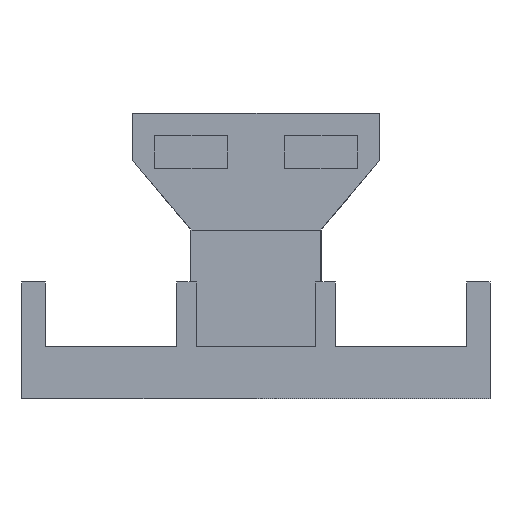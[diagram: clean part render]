
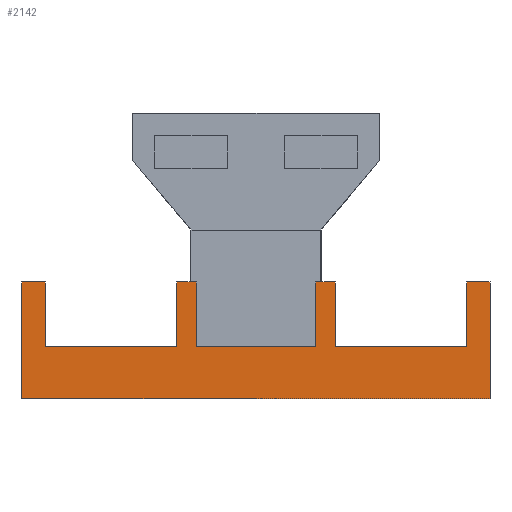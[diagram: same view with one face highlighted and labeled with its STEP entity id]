
A CAD part, left-side view. The second image highlights one B-rep face of the part: STEP entity #2142.
In plain terms, the highlighted planar face has unit normal (-1, 0, 0).
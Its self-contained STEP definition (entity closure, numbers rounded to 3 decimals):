
#124=FACE_OUTER_BOUND('',#242,.T.);
#242=EDGE_LOOP('',(#1575,#1576,#1577,#1578,#1579,#1580,#1581,#1582,#1583,
#1584,#1585,#1586,#1587,#1588,#1589,#1590));
#353=LINE('',#2994,#625);
#388=LINE('',#3072,#660);
#391=LINE('',#3078,#663);
#404=LINE('',#3104,#676);
#408=LINE('',#3112,#680);
#412=LINE('',#3119,#684);
#425=LINE('',#3146,#697);
#428=LINE('',#3153,#700);
#430=LINE('',#3156,#702);
#439=LINE('',#3176,#711);
#442=LINE('',#3181,#714);
#443=LINE('',#3183,#715);
#444=LINE('',#3186,#716);
#445=LINE('',#3188,#717);
#446=LINE('',#3189,#718);
#447=LINE('',#3190,#719);
#625=VECTOR('',#2415,10.);
#660=VECTOR('',#2478,10.);
#663=VECTOR('',#2483,10.);
#676=VECTOR('',#2498,10.);
#680=VECTOR('',#2502,10.);
#684=VECTOR('',#2506,10.);
#697=VECTOR('',#2531,10.);
#700=VECTOR('',#2538,10.);
#702=VECTOR('',#2542,10.);
#711=VECTOR('',#2563,10.);
#714=VECTOR('',#2568,10.);
#715=VECTOR('',#2571,10.);
#716=VECTOR('',#2574,10.);
#717=VECTOR('',#2575,10.);
#718=VECTOR('',#2576,10.);
#719=VECTOR('',#2577,10.);
#895=VERTEX_POINT('',#2992);
#896=VERTEX_POINT('',#2993);
#923=VERTEX_POINT('',#3068);
#925=VERTEX_POINT('',#3071);
#927=VERTEX_POINT('',#3077);
#938=VERTEX_POINT('',#3101);
#939=VERTEX_POINT('',#3103);
#942=VERTEX_POINT('',#3109);
#943=VERTEX_POINT('',#3111);
#946=VERTEX_POINT('',#3117);
#954=VERTEX_POINT('',#3144);
#956=VERTEX_POINT('',#3152);
#961=VERTEX_POINT('',#3175);
#962=VERTEX_POINT('',#3179);
#963=VERTEX_POINT('',#3185);
#964=VERTEX_POINT('',#3187);
#1101=EDGE_CURVE('',#895,#896,#353,.T.);
#1140=EDGE_CURVE('',#923,#925,#388,.T.);
#1143=EDGE_CURVE('',#925,#927,#391,.T.);
#1156=EDGE_CURVE('',#938,#939,#404,.T.);
#1160=EDGE_CURVE('',#942,#943,#408,.T.);
#1164=EDGE_CURVE('',#946,#923,#412,.T.);
#1181=EDGE_CURVE('',#942,#954,#425,.T.);
#1184=EDGE_CURVE('',#939,#956,#428,.T.);
#1186=EDGE_CURVE('',#956,#954,#430,.T.);
#1195=EDGE_CURVE('',#943,#961,#439,.T.);
#1198=EDGE_CURVE('',#946,#962,#442,.T.);
#1199=EDGE_CURVE('',#961,#962,#443,.T.);
#1200=EDGE_CURVE('',#938,#963,#444,.T.);
#1201=EDGE_CURVE('',#964,#963,#445,.T.);
#1202=EDGE_CURVE('',#896,#964,#446,.T.);
#1203=EDGE_CURVE('',#895,#927,#447,.T.);
#1575=ORIENTED_EDGE('',*,*,#1164,.F.);
#1576=ORIENTED_EDGE('',*,*,#1198,.T.);
#1577=ORIENTED_EDGE('',*,*,#1199,.F.);
#1578=ORIENTED_EDGE('',*,*,#1195,.F.);
#1579=ORIENTED_EDGE('',*,*,#1160,.F.);
#1580=ORIENTED_EDGE('',*,*,#1181,.T.);
#1581=ORIENTED_EDGE('',*,*,#1186,.F.);
#1582=ORIENTED_EDGE('',*,*,#1184,.F.);
#1583=ORIENTED_EDGE('',*,*,#1156,.F.);
#1584=ORIENTED_EDGE('',*,*,#1200,.T.);
#1585=ORIENTED_EDGE('',*,*,#1201,.F.);
#1586=ORIENTED_EDGE('',*,*,#1202,.F.);
#1587=ORIENTED_EDGE('',*,*,#1101,.F.);
#1588=ORIENTED_EDGE('',*,*,#1203,.T.);
#1589=ORIENTED_EDGE('',*,*,#1143,.F.);
#1590=ORIENTED_EDGE('',*,*,#1140,.F.);
#2044=PLANE('',#2282);
#2142=ADVANCED_FACE('',(#124),#2044,.T.);
#2282=AXIS2_PLACEMENT_3D('',#3184,#2572,#2573);
#2415=DIRECTION('',(0.,1.,0.));
#2478=DIRECTION('',(0.,0.,1.));
#2483=DIRECTION('',(0.,-1.,0.));
#2498=DIRECTION('',(0.,-1.,0.));
#2502=DIRECTION('',(0.,-1.,0.));
#2506=DIRECTION('',(0.,-1.,0.));
#2531=DIRECTION('',(0.,0.,1.));
#2538=DIRECTION('',(0.,0.,1.));
#2542=DIRECTION('',(0.,-1.,0.));
#2563=DIRECTION('',(0.,0.,1.));
#2568=DIRECTION('',(0.,0.,1.));
#2571=DIRECTION('',(0.,-1.,0.));
#2572=DIRECTION('center_axis',(-1.,0.,0.));
#2573=DIRECTION('ref_axis',(0.,-1.,0.));
#2574=DIRECTION('',(0.,0.,1.));
#2575=DIRECTION('',(0.,-1.,0.));
#2576=DIRECTION('',(0.,0.,1.));
#2577=DIRECTION('',(0.,0.,1.));
#2992=CARTESIAN_POINT('',(-40.,-18.,0.));
#2993=CARTESIAN_POINT('',(-40.,18.,0.));
#2994=CARTESIAN_POINT('',(-40.,16.2,0.));
#3068=CARTESIAN_POINT('',(-40.,-16.2,4.));
#3071=CARTESIAN_POINT('',(-40.,-16.2,9.));
#3072=CARTESIAN_POINT('',(-40.,-16.2,0.));
#3077=CARTESIAN_POINT('',(-40.,-18.,9.));
#3078=CARTESIAN_POINT('',(-40.,-16.2,9.));
#3101=CARTESIAN_POINT('',(-40.,16.2,4.));
#3103=CARTESIAN_POINT('',(-40.,6.1,4.));
#3104=CARTESIAN_POINT('',(-40.,16.2,4.));
#3109=CARTESIAN_POINT('',(-40.,4.6,4.));
#3111=CARTESIAN_POINT('',(-40.,-4.6,4.));
#3112=CARTESIAN_POINT('',(-40.,16.2,4.));
#3117=CARTESIAN_POINT('',(-40.,-6.1,4.));
#3119=CARTESIAN_POINT('',(-40.,16.2,4.));
#3144=CARTESIAN_POINT('',(-40.,4.6,9.));
#3146=CARTESIAN_POINT('',(-40.,4.6,0.));
#3152=CARTESIAN_POINT('',(-40.,6.1,9.));
#3153=CARTESIAN_POINT('',(-40.,6.1,0.));
#3156=CARTESIAN_POINT('',(-40.,6.1,9.));
#3175=CARTESIAN_POINT('',(-40.,-4.6,9.));
#3176=CARTESIAN_POINT('',(-40.,-4.6,0.));
#3179=CARTESIAN_POINT('',(-40.,-6.1,9.));
#3181=CARTESIAN_POINT('',(-40.,-6.1,0.));
#3183=CARTESIAN_POINT('',(-40.,-6.1,9.));
#3184=CARTESIAN_POINT('Origin',(-40.,18.,0.));
#3185=CARTESIAN_POINT('',(-40.,16.2,9.));
#3186=CARTESIAN_POINT('',(-40.,16.2,0.));
#3187=CARTESIAN_POINT('',(-40.,18.,9.));
#3188=CARTESIAN_POINT('',(-40.,16.2,9.));
#3189=CARTESIAN_POINT('',(-40.,18.,0.));
#3190=CARTESIAN_POINT('',(-40.,-18.,0.));
